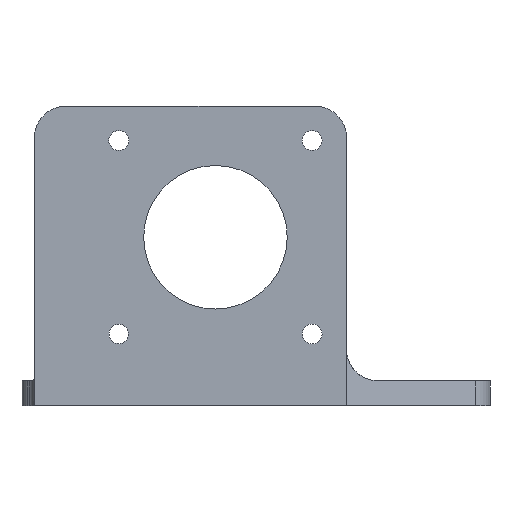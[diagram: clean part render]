
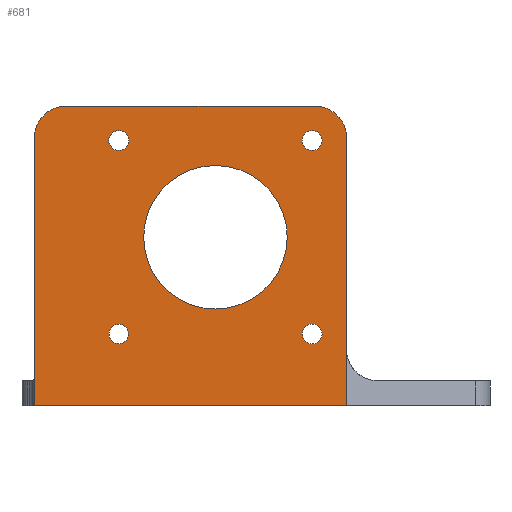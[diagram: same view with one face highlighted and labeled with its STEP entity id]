
A CAD part, front view. The second image highlights one B-rep face of the part: STEP entity #681.
In plain terms, the highlighted planar face has unit normal (0, -1, 0).
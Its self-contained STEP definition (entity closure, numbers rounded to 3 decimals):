
#4 = EDGE_CURVE ( 'NONE', #331, #154, #208, .T. ) ;
#14 = CIRCLE ( 'NONE', #1245, 1.6 ) ;
#15 = EDGE_LOOP ( 'NONE', ( #274, #935 ) ) ;
#18 = CARTESIAN_POINT ( 'NONE',  ( 11.042, 0., 14.688 ) ) ;
#19 = DIRECTION ( 'NONE',  ( 0., 1., 0. ) ) ;
#22 = DIRECTION ( 'NONE',  ( 0., 1., 0. ) ) ;
#51 = DIRECTION ( 'NONE',  ( 0., 0., 1. ) ) ;
#56 = VECTOR ( 'NONE', #562, 1000. ) ;
#63 = CARTESIAN_POINT ( 'NONE',  ( 10.542, 0., 12.588 ) ) ;
#68 = VERTEX_POINT ( 'NONE', #622 ) ;
#77 = ORIENTED_EDGE ( 'NONE', *, *, #797, .T. ) ;
#80 = CIRCLE ( 'NONE', #1289, 1.55 ) ;
#89 = CARTESIAN_POINT ( 'NONE',  ( -4.958, 0., -1.312 ) ) ;
#96 = DIRECTION ( 'NONE',  ( 0., 0., 1. ) ) ;
#101 = DIRECTION ( 'NONE',  ( 0., 0., 1. ) ) ;
#110 = DIRECTION ( 'NONE',  ( 0., 0., -1. ) ) ;
#120 = AXIS2_PLACEMENT_3D ( 'NONE', #18, #528, #432 ) ;
#131 = CARTESIAN_POINT ( 'NONE',  ( 10.542, 0., 14.188 ) ) ;
#137 = VERTEX_POINT ( 'NONE', #1247 ) ;
#146 = CARTESIAN_POINT ( 'NONE',  ( -20.458, 0., -16.812 ) ) ;
#153 = DIRECTION ( 'NONE',  ( 0., 1., 0. ) ) ;
#154 = VERTEX_POINT ( 'NONE', #1222 ) ;
#156 = CARTESIAN_POINT ( 'NONE',  ( 0., 0., 0. ) ) ;
#157 = CARTESIAN_POINT ( 'NONE',  ( 16.042, 0., -28.312 ) ) ;
#166 = DIRECTION ( 'NONE',  ( -1., 0., 0. ) ) ;
#168 = AXIS2_PLACEMENT_3D ( 'NONE', #484, #199, #1190 ) ;
#170 = CARTESIAN_POINT ( 'NONE',  ( -28.958, 0., 14.688 ) ) ;
#178 = VERTEX_POINT ( 'NONE', #366 ) ;
#179 = CARTESIAN_POINT ( 'NONE',  ( 0., 0., 19.688 ) ) ;
#181 = VECTOR ( 'NONE', #1000, 1000. ) ;
#192 = AXIS2_PLACEMENT_3D ( 'NONE', #89, #385, #96 ) ;
#199 = DIRECTION ( 'NONE',  ( 0., 1., 0. ) ) ;
#208 = CIRCLE ( 'NONE', #120, 5. ) ;
#209 = LINE ( 'NONE', #609, #947 ) ;
#218 = VERTEX_POINT ( 'NONE', #847 ) ;
#219 = EDGE_CURVE ( 'NONE', #515, #245, #14, .T. ) ;
#225 = DIRECTION ( 'NONE',  ( 0., 0., 1. ) ) ;
#226 = EDGE_CURVE ( 'NONE', #573, #750, #1059, .T. ) ;
#227 = CARTESIAN_POINT ( 'NONE',  ( 16.042, 0., -28.312 ) ) ;
#244 = EDGE_CURVE ( 'NONE', #245, #515, #1018, .T. ) ;
#245 = VERTEX_POINT ( 'NONE', #1261 ) ;
#259 = CARTESIAN_POINT ( 'NONE',  ( -28.958, 0., 19.688 ) ) ;
#266 = DIRECTION ( 'NONE',  ( 0., 1., 0. ) ) ;
#271 = AXIS2_PLACEMENT_3D ( 'NONE', #170, #452, #1268 ) ;
#274 = ORIENTED_EDGE ( 'NONE', *, *, #880, .T. ) ;
#280 = CARTESIAN_POINT ( 'NONE',  ( -20.458, 0., -16.812 ) ) ;
#281 = EDGE_CURVE ( 'NONE', #287, #137, #1120, .T. ) ;
#287 = VERTEX_POINT ( 'NONE', #259 ) ;
#288 = CARTESIAN_POINT ( 'NONE',  ( 16.042, 0., 0. ) ) ;
#307 = CIRCLE ( 'NONE', #987, 1.55 ) ;
#316 = CARTESIAN_POINT ( 'NONE',  ( -20.458, 0., 12.588 ) ) ;
#331 = VERTEX_POINT ( 'NONE', #685 ) ;
#339 = ORIENTED_EDGE ( 'NONE', *, *, #1208, .T. ) ;
#350 = EDGE_LOOP ( 'NONE', ( #655, #77 ) ) ;
#353 = AXIS2_PLACEMENT_3D ( 'NONE', #652, #153, #666 ) ;
#363 = EDGE_CURVE ( 'NONE', #465, #68, #990, .T. ) ;
#365 = FACE_BOUND ( 'NONE', #560, .T. ) ;
#366 = CARTESIAN_POINT ( 'NONE',  ( -4.958, 0., -12.812 ) ) ;
#378 = EDGE_CURVE ( 'NONE', #653, #218, #80, .T. ) ;
#385 = DIRECTION ( 'NONE',  ( 0., 1., 0. ) ) ;
#407 = DIRECTION ( 'NONE',  ( 0., 0., 1. ) ) ;
#430 = EDGE_CURVE ( 'NONE', #1256, #178, #457, .T. ) ;
#432 = DIRECTION ( 'NONE',  ( 0., 0., 1. ) ) ;
#436 = DIRECTION ( 'NONE',  ( 0., 1., 0. ) ) ;
#439 = CARTESIAN_POINT ( 'NONE',  ( -4.958, 0., 10.188 ) ) ;
#452 = DIRECTION ( 'NONE',  ( 0., -1., 0. ) ) ;
#457 = CIRCLE ( 'NONE', #192, 11.5 ) ;
#460 = FACE_OUTER_BOUND ( 'NONE', #1017, .T. ) ;
#462 = AXIS2_PLACEMENT_3D ( 'NONE', #693, #1189, #101 ) ;
#465 = VERTEX_POINT ( 'NONE', #316 ) ;
#472 = EDGE_CURVE ( 'NONE', #573, #1286, #721, .T. ) ;
#478 = ORIENTED_EDGE ( 'NONE', *, *, #219, .T. ) ;
#484 = CARTESIAN_POINT ( 'NONE',  ( -20.458, 0., 14.188 ) ) ;
#506 = EDGE_CURVE ( 'NONE', #1069, #1264, #1161, .T. ) ;
#507 = CARTESIAN_POINT ( 'NONE',  ( 16.042, 0., -28.312 ) ) ;
#515 = VERTEX_POINT ( 'NONE', #1134 ) ;
#518 = CARTESIAN_POINT ( 'NONE',  ( 10.542, 0., 14.188 ) ) ;
#528 = DIRECTION ( 'NONE',  ( 0., -1., 0. ) ) ;
#539 = PLANE ( 'NONE',  #543 ) ;
#543 = AXIS2_PLACEMENT_3D ( 'NONE', #156, #266, #51 ) ;
#555 = CIRCLE ( 'NONE', #830, 1.6 ) ;
#560 = EDGE_LOOP ( 'NONE', ( #1314, #756 ) ) ;
#562 = DIRECTION ( 'NONE',  ( -1., 0., 0. ) ) ;
#571 = CIRCLE ( 'NONE', #462, 1.6 ) ;
#572 = EDGE_CURVE ( 'NONE', #137, #750, #209, .T. ) ;
#573 = VERTEX_POINT ( 'NONE', #507 ) ;
#591 = VECTOR ( 'NONE', #407, 1000. ) ;
#604 = DIRECTION ( 'NONE',  ( 0., 1., 0. ) ) ;
#609 = CARTESIAN_POINT ( 'NONE',  ( -33.958, 0., 0. ) ) ;
#622 = CARTESIAN_POINT ( 'NONE',  ( -20.458, 0., 15.788 ) ) ;
#637 = FACE_BOUND ( 'NONE', #350, .T. ) ;
#639 = CARTESIAN_POINT ( 'NONE',  ( 10.542, 0., 15.788 ) ) ;
#643 = EDGE_CURVE ( 'NONE', #178, #1256, #884, .T. ) ;
#652 = CARTESIAN_POINT ( 'NONE',  ( 10.542, 0., -16.812 ) ) ;
#653 = VERTEX_POINT ( 'NONE', #1057 ) ;
#655 = ORIENTED_EDGE ( 'NONE', *, *, #363, .T. ) ;
#666 = DIRECTION ( 'NONE',  ( 0., 0., 1. ) ) ;
#681 = ADVANCED_FACE ( 'NONE', ( #460, #1064, #637, #365, #1051, #1175 ), #539, .F. ) ;
#685 = CARTESIAN_POINT ( 'NONE',  ( 16.042, 0., 14.688 ) ) ;
#693 = CARTESIAN_POINT ( 'NONE',  ( -20.458, 0., 14.188 ) ) ;
#721 = LINE ( 'NONE', #227, #591 ) ;
#750 = VERTEX_POINT ( 'NONE', #886 ) ;
#756 = ORIENTED_EDGE ( 'NONE', *, *, #1239, .T. ) ;
#797 = EDGE_CURVE ( 'NONE', #68, #465, #571, .T. ) ;
#808 = DIRECTION ( 'NONE',  ( 0., 0., 1. ) ) ;
#818 = DIRECTION ( 'NONE',  ( 0., 0., 1. ) ) ;
#830 = AXIS2_PLACEMENT_3D ( 'NONE', #131, #19, #818 ) ;
#847 = CARTESIAN_POINT ( 'NONE',  ( -20.458, 0., -18.362 ) ) ;
#852 = DIRECTION ( 'NONE',  ( 0., 1., 0. ) ) ;
#857 = CARTESIAN_POINT ( 'NONE',  ( -4.958, 0., -1.312 ) ) ;
#864 = CARTESIAN_POINT ( 'NONE',  ( 10.542, 0., -16.812 ) ) ;
#875 = ORIENTED_EDGE ( 'NONE', *, *, #226, .F. ) ;
#880 = EDGE_CURVE ( 'NONE', #218, #653, #307, .T. ) ;
#884 = CIRCLE ( 'NONE', #1226, 11.5 ) ;
#885 = ORIENTED_EDGE ( 'NONE', *, *, #643, .T. ) ;
#886 = CARTESIAN_POINT ( 'NONE',  ( -33.958, 0., -28.312 ) ) ;
#935 = ORIENTED_EDGE ( 'NONE', *, *, #378, .T. ) ;
#947 = VECTOR ( 'NONE', #110, 1000. ) ;
#950 = ORIENTED_EDGE ( 'NONE', *, *, #430, .T. ) ;
#974 = DIRECTION ( 'NONE',  ( 0., 0., 1. ) ) ;
#982 = EDGE_LOOP ( 'NONE', ( #478, #1094 ) ) ;
#987 = AXIS2_PLACEMENT_3D ( 'NONE', #146, #22, #225 ) ;
#990 = CIRCLE ( 'NONE', #168, 1.6 ) ;
#1000 = DIRECTION ( 'NONE',  ( 0., 0., 1. ) ) ;
#1012 = DIRECTION ( 'NONE',  ( 0., 0., 1. ) ) ;
#1016 = AXIS2_PLACEMENT_3D ( 'NONE', #518, #1233, #808 ) ;
#1017 = EDGE_LOOP ( 'NONE', ( #1191, #339, #1107, #1299, #1096, #1112, #875 ) ) ;
#1018 = CIRCLE ( 'NONE', #353, 1.6 ) ;
#1051 = FACE_BOUND ( 'NONE', #982, .T. ) ;
#1057 = CARTESIAN_POINT ( 'NONE',  ( -20.458, 0., -15.262 ) ) ;
#1059 = LINE ( 'NONE', #157, #56 ) ;
#1060 = EDGE_LOOP ( 'NONE', ( #885, #950 ) ) ;
#1064 = FACE_BOUND ( 'NONE', #1060, .T. ) ;
#1069 = VERTEX_POINT ( 'NONE', #63 ) ;
#1070 = EDGE_CURVE ( 'NONE', #154, #287, #1270, .T. ) ;
#1081 = VECTOR ( 'NONE', #166, 1000. ) ;
#1094 = ORIENTED_EDGE ( 'NONE', *, *, #244, .T. ) ;
#1096 = ORIENTED_EDGE ( 'NONE', *, *, #281, .T. ) ;
#1107 = ORIENTED_EDGE ( 'NONE', *, *, #4, .T. ) ;
#1112 = ORIENTED_EDGE ( 'NONE', *, *, #572, .T. ) ;
#1120 = CIRCLE ( 'NONE', #271, 5. ) ;
#1134 = CARTESIAN_POINT ( 'NONE',  ( 10.542, 0., -18.412 ) ) ;
#1136 = CARTESIAN_POINT ( 'NONE',  ( 16.042, 0., -19.312 ) ) ;
#1161 = CIRCLE ( 'NONE', #1016, 1.6 ) ;
#1164 = DIRECTION ( 'NONE',  ( 0., 0., 1. ) ) ;
#1175 = FACE_BOUND ( 'NONE', #15, .T. ) ;
#1189 = DIRECTION ( 'NONE',  ( 0., 1., 0. ) ) ;
#1190 = DIRECTION ( 'NONE',  ( 0., 0., 1. ) ) ;
#1191 = ORIENTED_EDGE ( 'NONE', *, *, #472, .T. ) ;
#1199 = LINE ( 'NONE', #288, #181 ) ;
#1208 = EDGE_CURVE ( 'NONE', #1286, #331, #1199, .T. ) ;
#1222 = CARTESIAN_POINT ( 'NONE',  ( 11.042, 0., 19.688 ) ) ;
#1226 = AXIS2_PLACEMENT_3D ( 'NONE', #857, #436, #974 ) ;
#1233 = DIRECTION ( 'NONE',  ( 0., 1., 0. ) ) ;
#1239 = EDGE_CURVE ( 'NONE', #1264, #1069, #555, .T. ) ;
#1245 = AXIS2_PLACEMENT_3D ( 'NONE', #864, #852, #1164 ) ;
#1247 = CARTESIAN_POINT ( 'NONE',  ( -33.958, 0., 14.688 ) ) ;
#1256 = VERTEX_POINT ( 'NONE', #439 ) ;
#1261 = CARTESIAN_POINT ( 'NONE',  ( 10.542, 0., -15.212 ) ) ;
#1264 = VERTEX_POINT ( 'NONE', #639 ) ;
#1268 = DIRECTION ( 'NONE',  ( 0., 0., 1. ) ) ;
#1270 = LINE ( 'NONE', #179, #1081 ) ;
#1286 = VERTEX_POINT ( 'NONE', #1136 ) ;
#1289 = AXIS2_PLACEMENT_3D ( 'NONE', #280, #604, #1012 ) ;
#1299 = ORIENTED_EDGE ( 'NONE', *, *, #1070, .T. ) ;
#1314 = ORIENTED_EDGE ( 'NONE', *, *, #506, .T. ) ;
